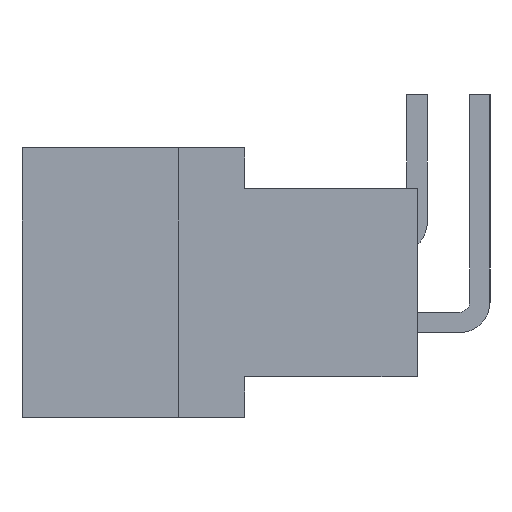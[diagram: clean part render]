
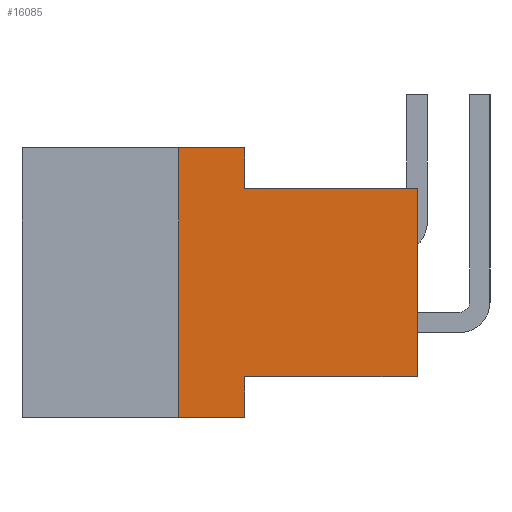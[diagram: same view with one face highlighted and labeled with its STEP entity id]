
A CAD part, left-side view. The second image highlights one B-rep face of the part: STEP entity #16085.
In plain terms, the highlighted planar face has unit normal (-1, 0, 0).
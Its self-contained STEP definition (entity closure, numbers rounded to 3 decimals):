
#1381=DIRECTION('',(0.,0.,1.));
#1382=VECTOR('',#1381,8.6);
#1383=CARTESIAN_POINT('',(-47.,7.6,-4.3));
#1384=LINE('4863',#1383,#1382);
#1389=DIRECTION('',(0.,1.,0.));
#1390=VECTOR('',#1389,5.5);
#1391=CARTESIAN_POINT('',(-47.,0.,3.));
#1392=LINE('4827',#1391,#1390);
#1393=DIRECTION('',(0.,0.,1.));
#1394=VECTOR('',#1393,6.);
#1395=CARTESIAN_POINT('',(-47.,0.,-3.));
#1396=LINE('4840',#1395,#1394);
#1397=DIRECTION('',(0.,-1.,0.));
#1398=VECTOR('',#1397,5.5);
#1399=CARTESIAN_POINT('',(-47.,5.5,-3.));
#1400=LINE('4845',#1399,#1398);
#1401=DIRECTION('',(0.,0.,1.));
#1402=VECTOR('',#1401,1.3);
#1403=CARTESIAN_POINT('',(-47.,5.5,-4.3));
#1404=LINE('4853',#1403,#1402);
#1405=DIRECTION('',(0.,-1.,0.));
#1406=VECTOR('',#1405,2.1);
#1407=CARTESIAN_POINT('',(-47.,7.6,-4.3));
#1408=LINE('4626',#1407,#1406);
#1465=DIRECTION('',(0.,0.,-1.));
#1466=VECTOR('',#1465,1.3);
#1467=CARTESIAN_POINT('',(-47.,5.5,4.3));
#1468=LINE('4865',#1467,#1466);
#2877=DIRECTION('',(0.,-1.,0.));
#2878=VECTOR('',#2877,2.1);
#2879=CARTESIAN_POINT('',(-47.,7.6,4.3));
#2880=LINE('4864',#2879,#2878);
#11201=CARTESIAN_POINT('',(-47.,7.6,-4.3));
#11202=VERTEX_POINT('',#11201);
#11203=CARTESIAN_POINT('',(-47.,5.5,-4.3));
#11204=VERTEX_POINT('',#11203);
#11525=CARTESIAN_POINT('',(-47.,0.,3.));
#11526=VERTEX_POINT('',#11525);
#11527=CARTESIAN_POINT('',(-47.,5.5,3.));
#11528=VERTEX_POINT('',#11527);
#11545=CARTESIAN_POINT('',(-47.,0.,-3.));
#11546=VERTEX_POINT('',#11545);
#11551=CARTESIAN_POINT('',(-47.,5.5,-3.));
#11552=VERTEX_POINT('',#11551);
#11573=CARTESIAN_POINT('',(-47.,7.6,4.3));
#11574=VERTEX_POINT('',#11573);
#11575=CARTESIAN_POINT('',(-47.,5.5,4.3));
#11576=VERTEX_POINT('',#11575);
#16064=CARTESIAN_POINT('',(-47.,7.6,-4.3));
#16065=DIRECTION('',(-1.,0.,0.));
#16066=DIRECTION('',(0.,-1.,0.));
#16067=AXIS2_PLACEMENT_3D('',#16064,#16065,#16066);
#16068=PLANE('3616',#16067);
#16070=ORIENTED_EDGE('4865',*,*,#16069,.T.);
#16072=ORIENTED_EDGE('4827',*,*,#16071,.F.);
#16074=ORIENTED_EDGE('4840',*,*,#16073,.F.);
#16076=ORIENTED_EDGE('4845',*,*,#16075,.F.);
#16078=ORIENTED_EDGE('4853',*,*,#16077,.F.);
#16079=ORIENTED_EDGE('4626',*,*,#14824,.F.);
#16080=ORIENTED_EDGE('4863',*,*,#16055,.T.);
#16082=ORIENTED_EDGE('4864',*,*,#16081,.T.);
#16083=EDGE_LOOP('3616',(#16070,#16072,#16074,#16076,#16078,#16079,#16080,
#16082));
#16084=FACE_OUTER_BOUND('3616',#16083,.F.);
#16085=ADVANCED_FACE('3616',(#16084),#16068,.T.);
#14824=EDGE_CURVE('4626',#11202,#11204,#1408,.T.);
#16055=EDGE_CURVE('4863',#11202,#11574,#1384,.T.);
#16069=EDGE_CURVE('4865',#11576,#11528,#1468,.T.);
#16071=EDGE_CURVE('4827',#11526,#11528,#1392,.T.);
#16073=EDGE_CURVE('4840',#11546,#11526,#1396,.T.);
#16075=EDGE_CURVE('4845',#11552,#11546,#1400,.T.);
#16077=EDGE_CURVE('4853',#11204,#11552,#1404,.T.);
#16081=EDGE_CURVE('4864',#11574,#11576,#2880,.T.);
